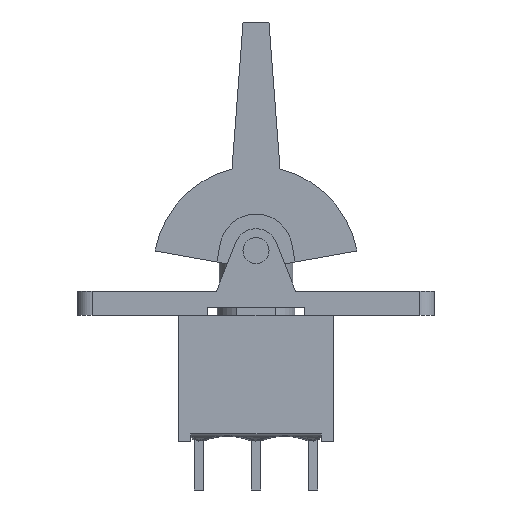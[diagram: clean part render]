
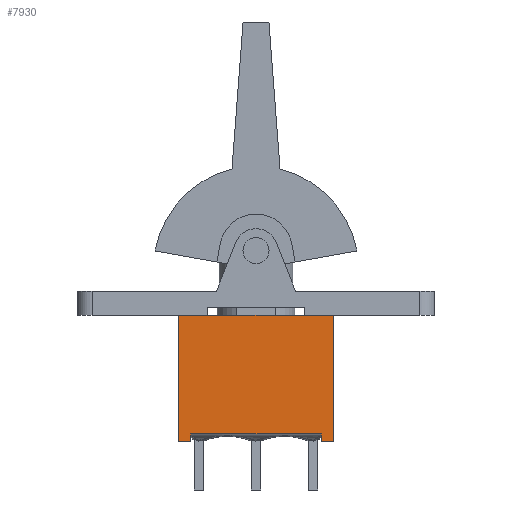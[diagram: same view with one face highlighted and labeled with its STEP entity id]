
A CAD part, front view. The second image highlights one B-rep face of the part: STEP entity #7930.
In plain terms, the highlighted planar face has unit normal (0, -1, 0).
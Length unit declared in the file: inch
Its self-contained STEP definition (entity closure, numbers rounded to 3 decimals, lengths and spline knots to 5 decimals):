
#2565=CARTESIAN_POINT('',(-0.25,-0.225,0.41024));
#2566=VERTEX_POINT('',#2565);
#2573=CARTESIAN_POINT('',(0.25,-0.225,0.41024));
#2574=VERTEX_POINT('',#2573);
#2575=CARTESIAN_POINT('',(0.25,-0.225,0.41024));
#2576=DIRECTION('',(-1.0,0.0,0.0));
#2577=VECTOR('',#2576,0.5);
#2578=LINE('',#2575,#2577);
#2579=EDGE_CURVE('',#2574,#2566,#2578,.T.);
#7493=CARTESIAN_POINT('',(0.21063,-0.225,0.02559));
#7494=VERTEX_POINT('',#7493);
#7511=CARTESIAN_POINT('',(0.21063,-0.225,0.0));
#7512=VERTEX_POINT('',#7511);
#7519=CARTESIAN_POINT('',(0.21063,-0.225,0.02559));
#7520=DIRECTION('',(0.0,0.0,-1.0));
#7521=VECTOR('',#7520,0.02559);
#7522=LINE('',#7519,#7521);
#7523=EDGE_CURVE('',#7494,#7512,#7522,.T.);
#7675=CARTESIAN_POINT('',(-0.21063,-0.225,0.02559));
#7676=VERTEX_POINT('',#7675);
#7683=CARTESIAN_POINT('',(-0.21063,-0.225,0.0));
#7684=VERTEX_POINT('',#7683);
#7685=CARTESIAN_POINT('',(-0.21063,-0.225,0.0));
#7686=DIRECTION('',(0.0,0.0,1.0));
#7687=VECTOR('',#7686,0.02559);
#7688=LINE('',#7685,#7687);
#7689=EDGE_CURVE('',#7684,#7676,#7688,.T.);
#7716=CARTESIAN_POINT('',(-0.21063,-0.225,0.02559));
#7717=DIRECTION('',(1.0,0.0,0.0));
#7718=VECTOR('',#7717,0.42126);
#7719=LINE('',#7716,#7718);
#7720=EDGE_CURVE('',#7676,#7494,#7719,.T.);
#7802=CARTESIAN_POINT('',(0.25,-0.225,0.0));
#7803=VERTEX_POINT('',#7802);
#7804=CARTESIAN_POINT('',(0.25,-0.225,0.0));
#7805=DIRECTION('',(0.0,0.0,1.0));
#7806=VECTOR('',#7805,0.41024);
#7807=LINE('',#7804,#7806);
#7808=EDGE_CURVE('',#7803,#2574,#7807,.T.);
#7887=CARTESIAN_POINT('',(-0.25,-0.225,0.0));
#7888=VERTEX_POINT('',#7887);
#7889=CARTESIAN_POINT('',(-0.21063,-0.225,0.0));
#7890=DIRECTION('',(-1.0,0.0,0.0));
#7891=VECTOR('',#7890,0.03937);
#7892=LINE('',#7889,#7891);
#7893=EDGE_CURVE('',#7684,#7888,#7892,.T.);
#7905=CARTESIAN_POINT('',(-0.275,-0.225,0.43075));
#7906=DIRECTION('',(0.0,-1.0,0.0));
#7907=DIRECTION('',(0.0,0.0,-1.0));
#7908=AXIS2_PLACEMENT_3D('',#7905,#7906,#7907);
#7909=PLANE('',#7908);
#7910=ORIENTED_EDGE('',*,*,#7523,.T.);
#7911=CARTESIAN_POINT('',(0.25,-0.225,0.0));
#7912=DIRECTION('',(-1.0,0.0,0.0));
#7913=VECTOR('',#7912,0.03937);
#7914=LINE('',#7911,#7913);
#7915=EDGE_CURVE('',#7803,#7512,#7914,.T.);
#7916=ORIENTED_EDGE('',*,*,#7915,.F.);
#7917=ORIENTED_EDGE('',*,*,#7808,.T.);
#7918=ORIENTED_EDGE('',*,*,#2579,.T.);
#7919=CARTESIAN_POINT('',(-0.25,-0.225,0.0));
#7920=DIRECTION('',(0.0,0.0,1.0));
#7921=VECTOR('',#7920,0.41024);
#7922=LINE('',#7919,#7921);
#7923=EDGE_CURVE('',#7888,#2566,#7922,.T.);
#7924=ORIENTED_EDGE('',*,*,#7923,.F.);
#7925=ORIENTED_EDGE('',*,*,#7893,.F.);
#7926=ORIENTED_EDGE('',*,*,#7689,.T.);
#7927=ORIENTED_EDGE('',*,*,#7720,.T.);
#7928=EDGE_LOOP('',(#7910,#7916,#7917,#7918,#7924,#7925,#7926,#7927));
#7929=FACE_OUTER_BOUND('',#7928,.T.);
#7930=ADVANCED_FACE('',(#7929),#7909,.T.);
